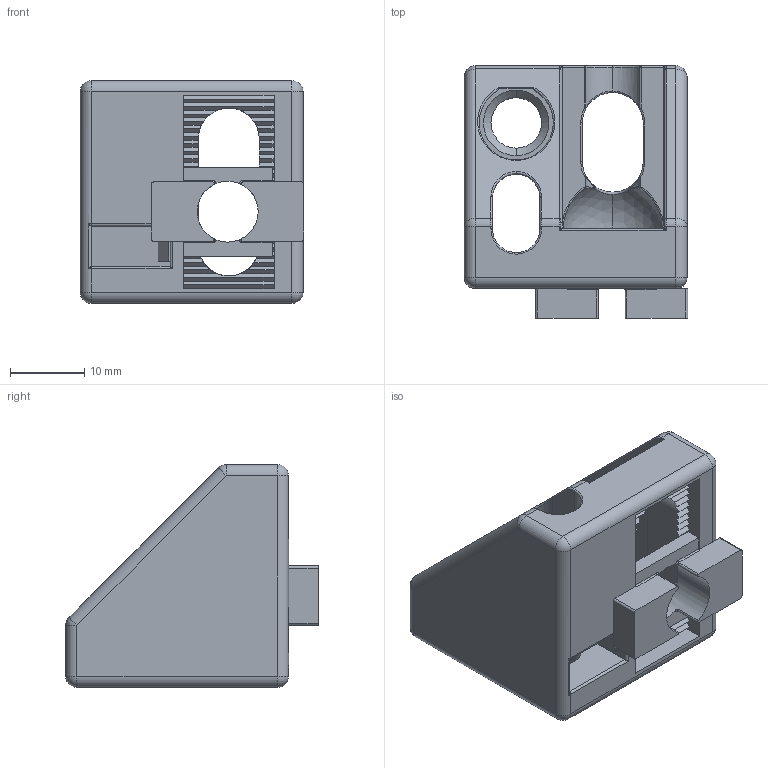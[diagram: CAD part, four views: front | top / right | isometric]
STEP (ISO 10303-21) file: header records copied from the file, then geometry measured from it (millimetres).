
FILE_DESCRIPTION (( 'STEP AP203' ), '1' );
FILE_NAME ('285615050_c_1.STEP', '2022-11-17T05:25:12', ( '' ), ( '' ), 'SwSTEP 2.0', 'SolidWorks 2014', '' );
FILE_SCHEMA (( 'CONFIG_CONTROL_DESIGN' ));
Length unit declared in the file: millimetre
Products named in the file (4): 094z40-0817r_094 z 40-08 40; 094z40-01_Standard; 285615050_c_1; 094z40-02r_Standard
Assembly tree (3 placements, depth 2):
  285615050_c_1
    094z40-01_Standard
    094z40-0817r_094 z 40-08 40
    094z40-02r_Standard
Bounding box: 30.1 x 34 x 30 mm (x, y, z)
Volume: 10893.2 mm3; surface area: 7562.7 mm2
Topology: 3 solids, 3 shells, 642 faces, 1822 edges, 1171 vertices
Faces by surface type: plane 499, cylinder 80, torus 25, bspline 18, sphere 16, cone 4
Entity records: 22114 total; most frequent: CARTESIAN_POINT 5837, ORIENTED_EDGE 3616, DIRECTION 2872, EDGE_CURVE 1808, VECTOR 1300, LINE 1300, VERTEX_POINT 1169, AXIS2_PLACEMENT_3D 786
